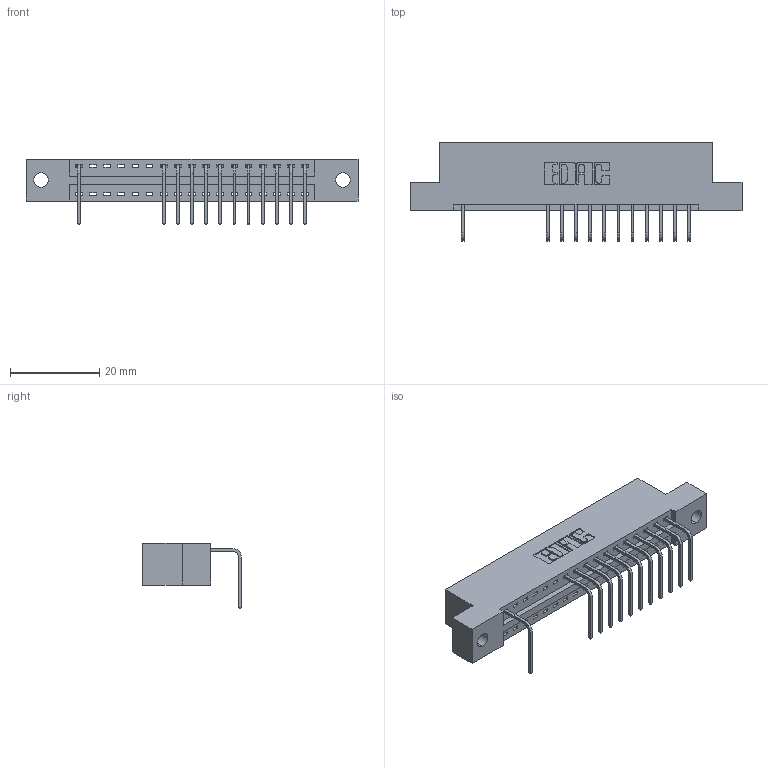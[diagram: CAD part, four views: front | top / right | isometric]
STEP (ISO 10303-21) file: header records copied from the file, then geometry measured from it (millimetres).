
FILE_DESCRIPTION (( 'STEP AP203' ), '1' );
FILE_NAME ('346-017-558-102.STEP', '2018-08-20T06:28:12', ( '' ), ( '' ), 'SwSTEP 2.0', 'SolidWorks 2016', '' );
FILE_SCHEMA (( 'CONFIG_CONTROL_DESIGN' ));
Length unit declared in the file: inch
Products named in the file (3): 346 Part_Flush Mounting Lugs - 0.128 Dia; 345-292-001_558 Tail - 2; 346-017-558-102
Assembly tree (13 placements, depth 2):
  346-017-558-102
    346 Part_Flush Mounting Lugs - 0.128 Dia
    345-292-001_558 Tail - 2  x12
Bounding box: 74.55 x 22.16 x 14.73 mm (x, y, z)
Volume: 6909.9 mm3; surface area: 8026.3 mm2
Topology: 13 solids, 13 shells, 902 faces, 2723 edges, 1798 vertices
Faces by surface type: plane 630, cylinder 272
Entity records: 13843 total; most frequent: CARTESIAN_POINT 2410, ORIENTED_EDGE 2366, DIRECTION 2151, EDGE_CURVE 1183, VECTOR 983, LINE 983, VERTEX_POINT 786, AXIS2_PLACEMENT_3D 584
